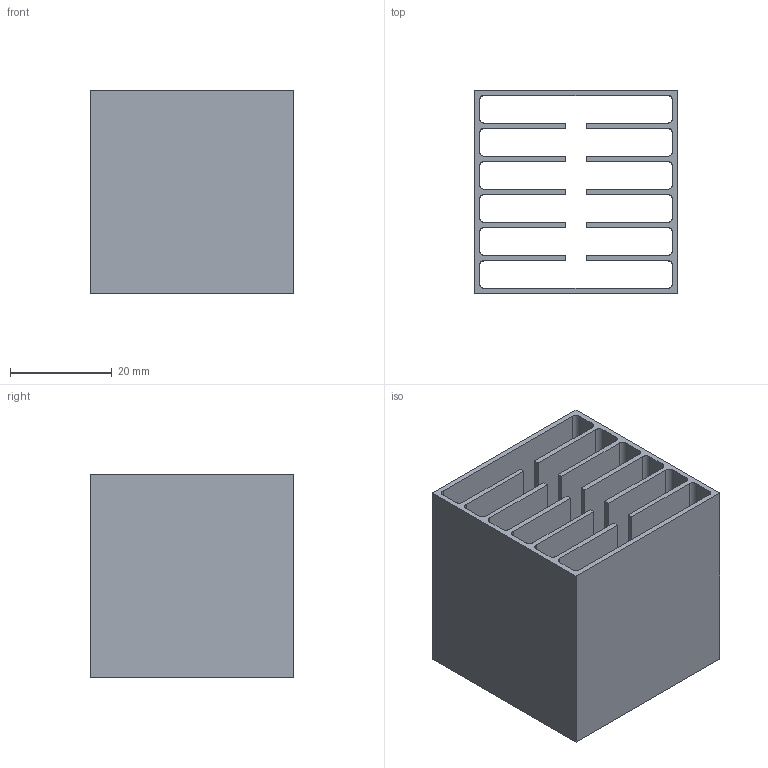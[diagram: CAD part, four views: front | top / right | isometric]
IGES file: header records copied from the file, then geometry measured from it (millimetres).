
Start section: SolidWorks IGES file using analytic representation for surfaces
Global section: file name: Moule 1.IGS; native system: SolidWorks 2018; preprocessor: SolidWorks 2018; author: S; date: 210812.165046; units: millimetre
Bounding box: 40 x 40 x 40 mm (x, y, z)
Surface area: 26330.3 mm2 (no closed solid volume)
Topology: 0 solids, 0 shells, 74 faces, 768 edges, 768 vertices
Faces by surface type: bspline 50, revolution 24
